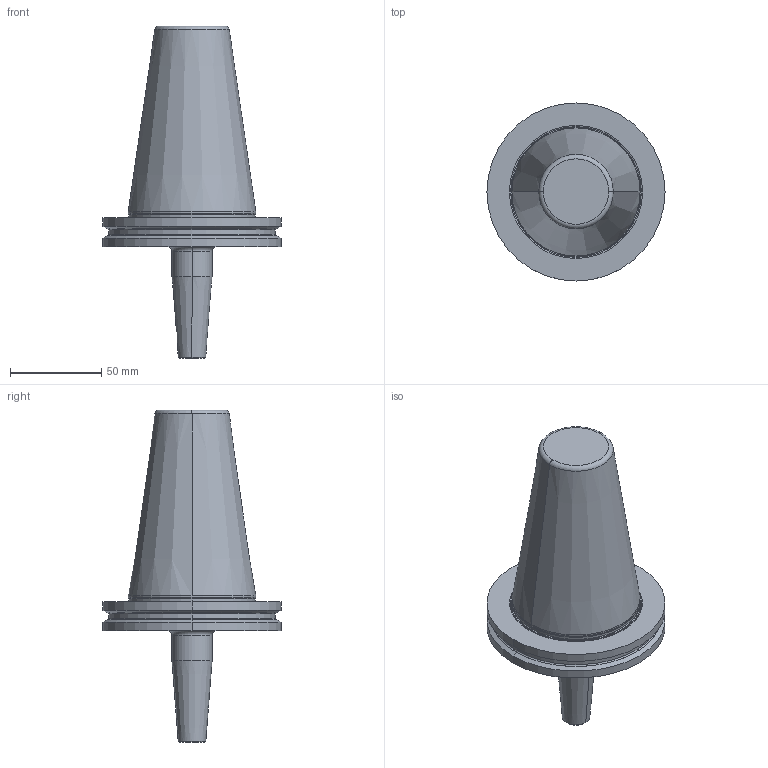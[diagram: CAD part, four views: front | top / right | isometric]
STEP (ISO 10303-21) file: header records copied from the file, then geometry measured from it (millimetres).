
FILE_DESCRIPTION((''),'2;1');
FILE_NAME('607635302-000-00-E43','2022-01-07T11:35:48',('bahnemannr'),(''),'CREO PARAMETRIC BY PTC INC, 2019030','CREO PARAMETRIC BY PTC INC, 2019030','');
FILE_SCHEMA(('AP242_MANAGED_MODEL_BASED_3D_ENGINEERING_MIM_LF { 1 0 10303 442 1 1 4 }'));
Length unit declared in the file: millimetre
Products named in the file (1): 607635302-000-00-E43
Bounding box: 97.5 x 97.5 x 181.75 mm (x, y, z)
Volume: 391518.5 mm3; surface area: 40556.7 mm2
Topology: 1 solids, 1 shells, 52 faces, 102 edges, 58 vertices
Faces by surface type: torus 18, cylinder 14, cone 12, plane 8
Entity records: 2215 total; most frequent: DIRECTION 290, CARTESIAN_POINT 218, ORIENTED_EDGE 204, AXIS2_PLACEMENT_3D 132, PRESENTATION_STYLE_ASSIGNMENT 106, STYLED_ITEM 106, CURVE_STYLE 105, EDGE_CURVE 102
